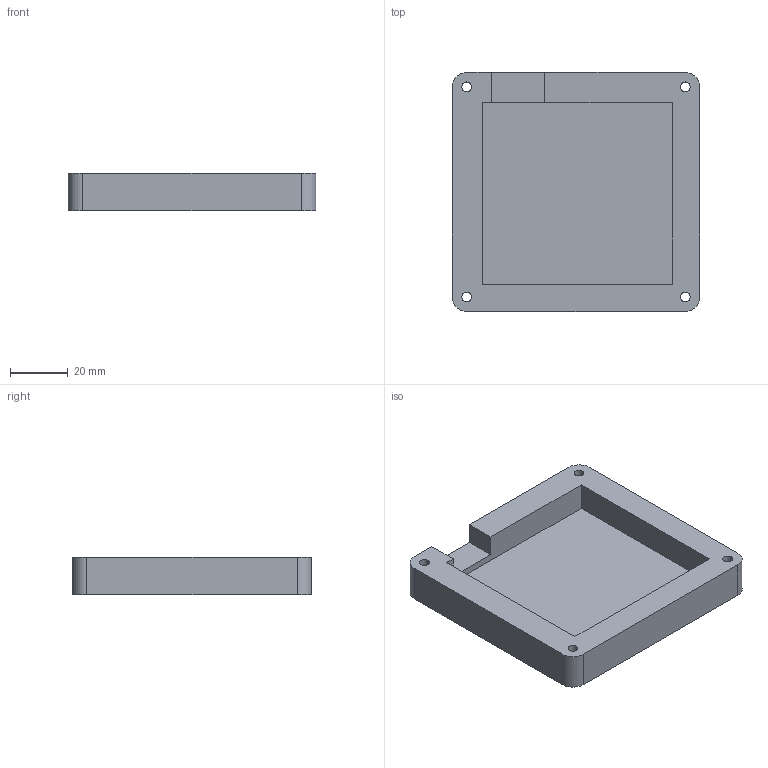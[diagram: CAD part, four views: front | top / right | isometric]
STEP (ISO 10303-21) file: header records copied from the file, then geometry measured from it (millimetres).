
FILE_DESCRIPTION(/* description */ (''),/* implementation_level */ '2;1');
FILE_NAME(/* name */ 'bottom.step',/* time_stamp */ '2025-08-01T04:43:28-06:00',/* author */ (''),/* organization */ (''),/* preprocessor_version */ 'ST-DEVELOPER v20.1',/* originating_system */ 'Autodesk Translation Framework v14.10.0.0',/* authorisation */ '');
FILE_SCHEMA (('AUTOMOTIVE_DESIGN { 1 0 10303 214 3 1 1 }'));
Length unit declared in the file: millimetre
Products named in the file (2): 2025-07-31-22-46-07-801; 2025-07-31-22-47-30-978
Assembly tree (1 placements, depth 2):
  2025-07-31-22-46-07-801
    2025-07-31-22-47-30-978
Bounding box: 86 x 83 x 13 mm (x, y, z)
Volume: 48764.4 mm3; surface area: 21591.9 mm2
Topology: 1 solids, 1 shells, 443 faces, 1215 edges, 810 vertices
Faces by surface type: bspline 245, plane 186, cylinder 12
Full cylindrical faces by diameter (mm): 3.4 x4, 6 x4
Entity records: 16292 total; most frequent: CARTESIAN_POINT 6636, ORIENTED_EDGE 2430, EDGE_CURVE 1215, DIRECTION 1151, VERTEX_POINT 810, LINE 701, VECTOR 701, B_SPLINE_CURVE_WITH_KNOTS 490
